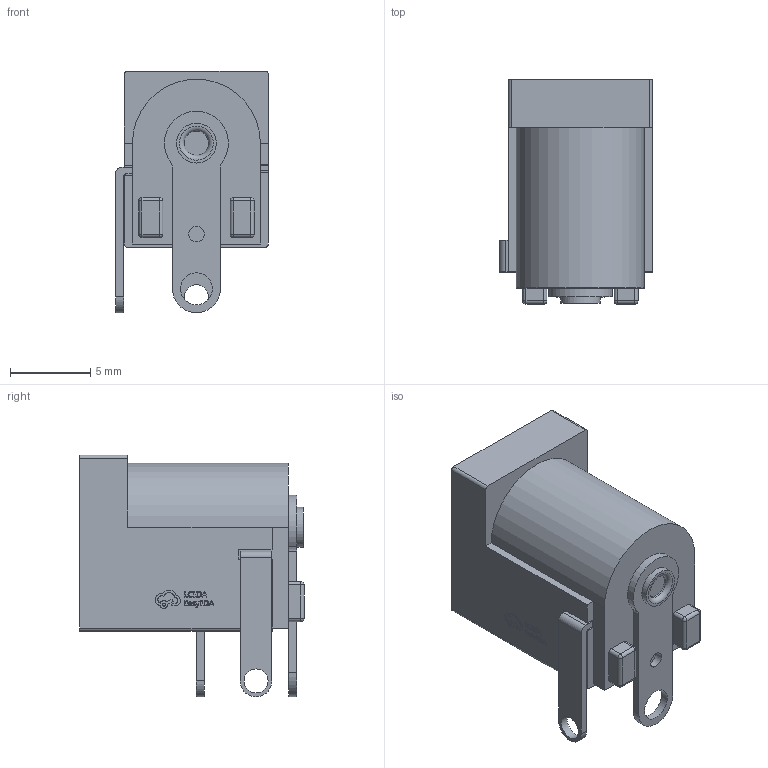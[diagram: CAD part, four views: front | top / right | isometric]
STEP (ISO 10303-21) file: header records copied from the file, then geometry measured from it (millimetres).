
FILE_DESCRIPTION(/* description */ (''),/* implementation_level */ '2;1');
FILE_NAME(/* name */ 'DC_5525_3D_MODEL.step',/* time_stamp */ '2023-04-11T00:22:03+08:00',/* author */ (''),/* organization */ (''),/* preprocessor_version */ 'ST-DEVELOPER v19.2',/* originating_system */ 'Autodesk Translation Framework v11.17.0.187',/* authorisation */ '');
FILE_SCHEMA (('AUTOMOTIVE_DESIGN { 1 0 10303 214 3 1 1 }'));
Length unit declared in the file: millimetre
Products named in the file (3): DC; DC-IN-TH_DC-005B-13A; COMPOUND (3)
Assembly tree (2 placements, depth 3):
  DC
    DC-IN-TH_DC-005B-13A
      COMPOUND (3)
Bounding box: 9.55 x 14 x 15.1 mm (x, y, z)
Volume: 1124 mm3; surface area: 911 mm2
Topology: 3 solids, 3 shells, 264 faces, 665 edges, 434 vertices
Faces by surface type: plane 187, cylinder 38, bspline 28, sphere 9, cone 1, torus 1
Full cylindrical faces by diameter (mm): 0.191 x1, 0.973 x1, 1.3 x1, 1.5 x2, 1.52 x1, 2 x1, 2.483 x1, 3.9 x1
Entity records: 8649 total; most frequent: CARTESIAN_POINT 2065, ORIENTED_EDGE 1328, DIRECTION 1173, EDGE_CURVE 664, LINE 525, VECTOR 525, VERTEX_POINT 434, AXIS2_PLACEMENT_3D 324
